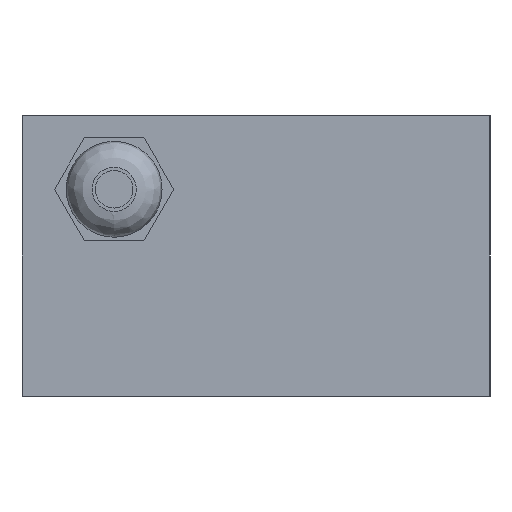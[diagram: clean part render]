
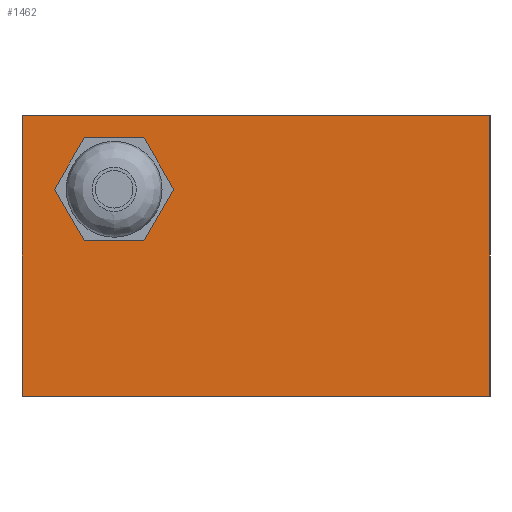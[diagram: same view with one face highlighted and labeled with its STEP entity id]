
A CAD part, left-side view. The second image highlights one B-rep face of the part: STEP entity #1462.
In plain terms, the highlighted planar face has unit normal (-1, 0, 0).
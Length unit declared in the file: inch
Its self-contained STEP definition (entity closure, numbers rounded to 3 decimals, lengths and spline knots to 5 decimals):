
#33=FACE_BOUND('',#265,.T.);
#91=PLANE('',#1617);
#173=FACE_OUTER_BOUND('',#264,.T.);
#264=EDGE_LOOP('',(#1318,#1319,#1320,#1321));
#265=EDGE_LOOP('',(#1322,#1323));
#399=LINE('',#2455,#543);
#404=LINE('',#2465,#548);
#408=LINE('',#2476,#552);
#414=LINE('',#2491,#558);
#543=VECTOR('',#2004,0.3937);
#548=VECTOR('',#2013,0.3937);
#552=VECTOR('',#2023,0.3937);
#558=VECTOR('',#2041,0.3937);
#572=CIRCLE('',#1518,0.19685);
#573=CIRCLE('',#1519,0.19685);
#654=VERTEX_POINT('',#2192);
#655=VERTEX_POINT('',#2193);
#740=VERTEX_POINT('',#2452);
#741=VERTEX_POINT('',#2454);
#744=VERTEX_POINT('',#2464);
#748=VERTEX_POINT('',#2475);
#805=EDGE_CURVE('',#654,#655,#572,.T.);
#806=EDGE_CURVE('',#655,#654,#573,.T.);
#933=EDGE_CURVE('',#741,#740,#399,.T.);
#938=EDGE_CURVE('',#744,#741,#404,.T.);
#944=EDGE_CURVE('',#748,#744,#408,.T.);
#952=EDGE_CURVE('',#740,#748,#414,.T.);
#1318=ORIENTED_EDGE('',*,*,#944,.T.);
#1319=ORIENTED_EDGE('',*,*,#938,.T.);
#1320=ORIENTED_EDGE('',*,*,#933,.T.);
#1321=ORIENTED_EDGE('',*,*,#952,.T.);
#1322=ORIENTED_EDGE('',*,*,#805,.T.);
#1323=ORIENTED_EDGE('',*,*,#806,.T.);
#1462=ADVANCED_FACE('',(#173,#33),#91,.T.);
#1518=AXIS2_PLACEMENT_3D('',#2194,#1740,#1741);
#1519=AXIS2_PLACEMENT_3D('',#2195,#1742,#1743);
#1617=AXIS2_PLACEMENT_3D('',#2490,#2039,#2040);
#1740=DIRECTION('center_axis',(1.,0.,0.));
#1741=DIRECTION('ref_axis',(0.,-1.,0.));
#1742=DIRECTION('center_axis',(1.,0.,0.));
#1743=DIRECTION('ref_axis',(0.,-1.,0.));
#2004=DIRECTION('',(0.,0.,1.));
#2013=DIRECTION('',(0.,-1.,0.));
#2023=DIRECTION('',(0.,0.,-1.));
#2039=DIRECTION('center_axis',(-1.,0.,0.));
#2040=DIRECTION('ref_axis',(0.,0.,1.));
#2041=DIRECTION('',(0.,1.,0.));
#2192=CARTESIAN_POINT('',(-4.37,0.56102,0.3563));
#2193=CARTESIAN_POINT('',(-4.37,0.95472,0.3563));
#2194=CARTESIAN_POINT('Origin',(-4.37,0.75787,0.3563));
#2195=CARTESIAN_POINT('Origin',(-4.37,0.75787,0.3563));
#2452=CARTESIAN_POINT('',(-4.37,-1.25,0.75));
#2454=CARTESIAN_POINT('',(-4.37,-1.25,-0.75));
#2455=CARTESIAN_POINT('',(-4.37,-1.25,-0.75));
#2464=CARTESIAN_POINT('',(-4.37,1.25,-0.75));
#2465=CARTESIAN_POINT('',(-4.37,1.25,-0.75));
#2475=CARTESIAN_POINT('',(-4.37,1.25,0.75));
#2476=CARTESIAN_POINT('',(-4.37,1.25,0.75));
#2490=CARTESIAN_POINT('Origin',(-4.37,0.,0.));
#2491=CARTESIAN_POINT('',(-4.37,-1.25,0.75));
